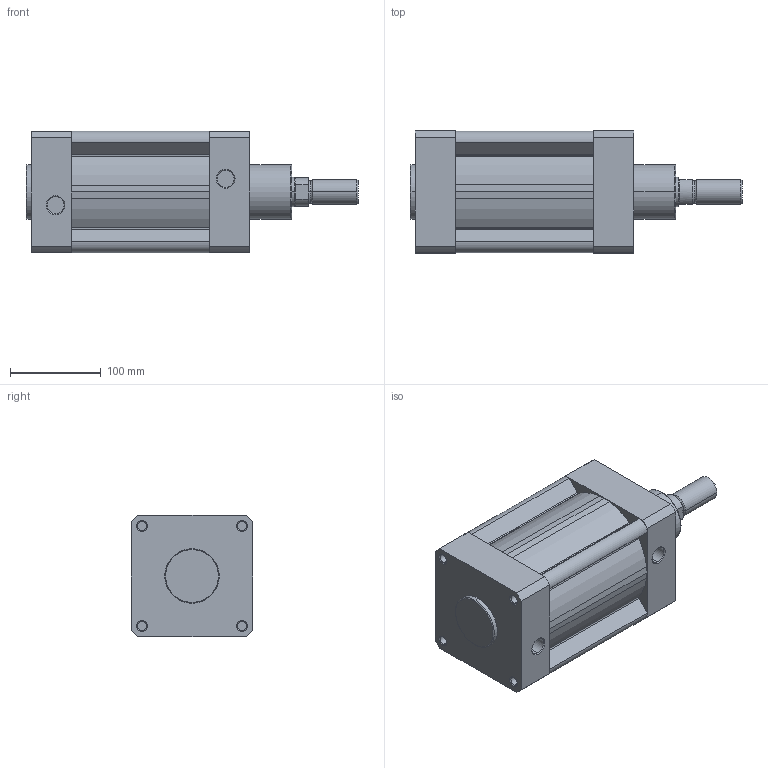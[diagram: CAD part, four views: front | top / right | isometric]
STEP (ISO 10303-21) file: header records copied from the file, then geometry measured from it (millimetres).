
FILE_DESCRIPTION (( 'STEP AP214' ), '1' );
FILE_NAME ('PAC 125-80 CYLINDER.STEP', '2010-08-04T08:42:32', ( '' ), ( '' ), 'SwSTEP 2.0', 'SolidWorks 2010', '' );
FILE_SCHEMA (( 'AUTOMOTIVE_DESIGN' ));
Length unit declared in the file: millimetre
Products named in the file (5): ISP-PAC  125  TORNA   ARKA  KAPAK; ISP-PAC  125   TORNA  烰  KAPAK; 125 M尳; 125 boru; PAC   125-80  CYLINDER
Assembly tree (4 placements, depth 2):
  PAC   125-80  CYLINDER
    ISP-PAC  125   TORNA  烰  KAPAK
    ISP-PAC  125  TORNA   ARKA  KAPAK
    125 M尳
    125 boru
Bounding box: 365 x 134 x 134 mm (x, y, z)
Volume: 3106850.3 mm3; surface area: 393859.7 mm2
Topology: 4 solids, 4 shells, 171 faces, 404 edges, 256 vertices
Faces by surface type: cylinder 80, plane 55, cone 26, torus 10
Entity records: 5456 total; most frequent: DIRECTION 946, CARTESIAN_POINT 914, ORIENTED_EDGE 808, EDGE_CURVE 404, AXIS2_PLACEMENT_3D 380, VERTEX_POINT 256, CIRCLE 202, EDGE_LOOP 198
